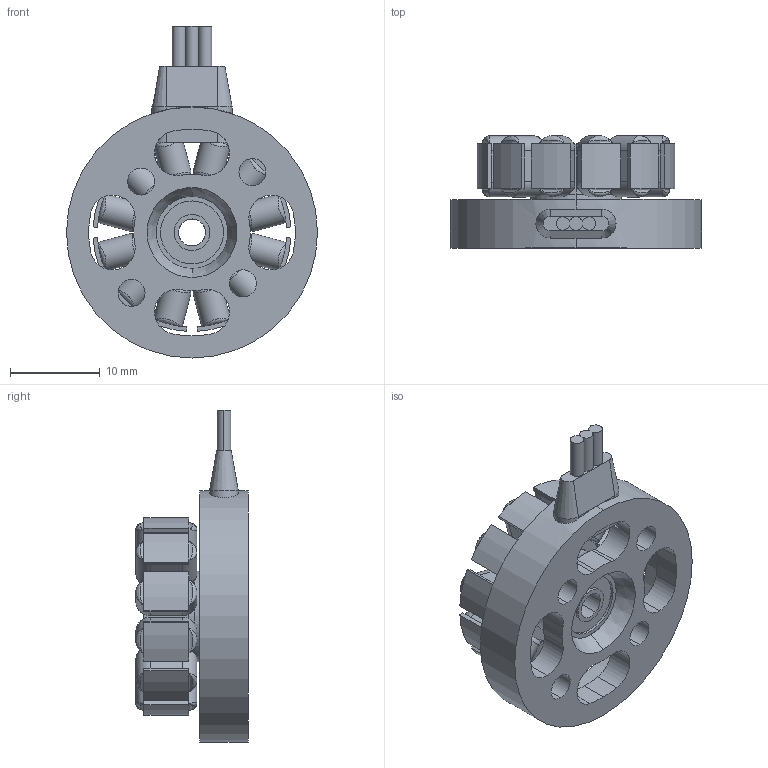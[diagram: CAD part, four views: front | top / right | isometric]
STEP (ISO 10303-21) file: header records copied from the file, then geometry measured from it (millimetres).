
FILE_DESCRIPTION (( 'STEP AP214' ), '1' );
FILE_NAME ('Stator.STEP', '2022-09-15T00:31:54', ( '' ), ( '' ), 'SwSTEP 2.0', 'SolidWorks 2019', '' );
FILE_SCHEMA (( 'AUTOMOTIVE_DESIGN' ));
Length unit declared in the file: millimetre
Products named in the file (4): Stator; racerstarBR2205Simplified.STEP; racerstarBR2205Stator_Simplified.STEP; racerstarBR2205Bearing_Simplified.STEP
Assembly tree (4 placements, depth 3):
  Stator
    racerstarBR2205Simplified.STEP
      racerstarBR2205Stator_Simplified.STEP
      racerstarBR2205Bearing_Simplified.STEP  x2
Bounding box: 27.9 x 12.5 x 36.9 mm (x, y, z)
Volume: 3563.7 mm3; surface area: 4469.2 mm2
Topology: 3 solids, 3 shells, 382 faces, 985 edges, 587 vertices
Faces by surface type: cylinder 210, plane 117, bspline 48, cone 5, torus 2
Entity records: 20660 total; most frequent: CARTESIAN_POINT 10261, ORIENTED_EDGE 1802, DIRECTION 1562, EDGE_CURVE 901, AXIS2_PLACEMENT_3D 598, VERTEX_POINT 563, EDGE_LOOP 406, VECTOR 366
